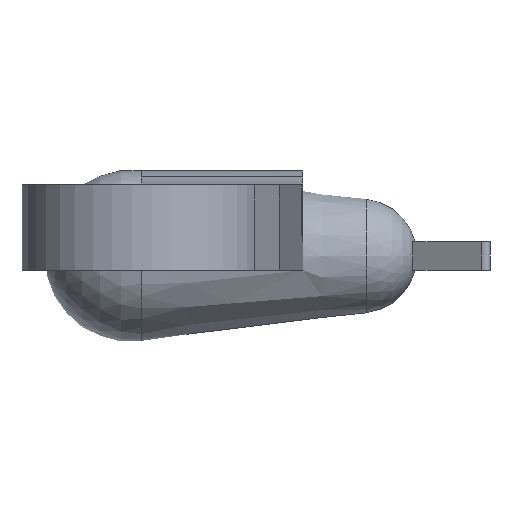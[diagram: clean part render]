
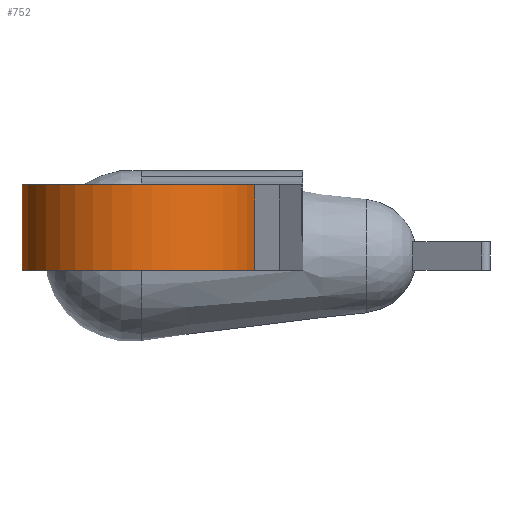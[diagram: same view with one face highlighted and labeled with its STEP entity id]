
A CAD part, front view. The second image highlights one B-rep face of the part: STEP entity #752.
In plain terms, the highlighted cylindrical face has radius 21 mm (diameter 42 mm), a partial arc.
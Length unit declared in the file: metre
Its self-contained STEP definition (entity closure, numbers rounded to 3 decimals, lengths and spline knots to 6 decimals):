
#15=CYLINDRICAL_SURFACE('',#833,0.021);
#29=CIRCLE('',#796,0.021);
#50=CIRCLE('',#834,0.021);
#167=ORIENTED_EDGE('',*,*,#352,.T.);
#168=ORIENTED_EDGE('',*,*,#353,.F.);
#169=ORIENTED_EDGE('',*,*,#306,.F.);
#170=ORIENTED_EDGE('',*,*,#351,.T.);
#306=EDGE_CURVE('',#414,#415,#29,.T.);
#351=EDGE_CURVE('',#414,#444,#505,.T.);
#352=EDGE_CURVE('',#444,#445,#50,.T.);
#353=EDGE_CURVE('',#415,#445,#506,.T.);
#414=VERTEX_POINT('',#1154);
#415=VERTEX_POINT('',#1156);
#444=VERTEX_POINT('',#1251);
#445=VERTEX_POINT('',#1255);
#505=LINE('',#1252,#579);
#506=LINE('',#1256,#580);
#579=VECTOR('',#1002,1.);
#580=VECTOR('',#1007,1.);
#630=EDGE_LOOP('',(#167,#168,#169,#170));
#676=FACE_BOUND('',#630,.T.);
#752=ADVANCED_FACE('',(#676),#15,.T.);
#796=AXIS2_PLACEMENT_3D('',#1155,#906,#907);
#833=AXIS2_PLACEMENT_3D('',#1253,#1003,#1004);
#834=AXIS2_PLACEMENT_3D('',#1254,#1005,#1006);
#906=DIRECTION('',(0.,0.,1.));
#907=DIRECTION('',(1.,0.,0.));
#1002=DIRECTION('',(0.,0.,-1.));
#1003=DIRECTION('',(0.,0.,-1.));
#1004=DIRECTION('',(-1.,0.,0.));
#1005=DIRECTION('',(0.,0.,1.));
#1006=DIRECTION('',(1.,0.,0.));
#1007=DIRECTION('',(0.,0.,-1.));
#1154=CARTESIAN_POINT('',(-0.059057,-0.0983,0.0125));
#1155=CARTESIAN_POINT('',(-0.038426,-0.102221,0.0125));
#1156=CARTESIAN_POINT('',(-0.018434,-0.108648,0.0125));
#1251=CARTESIAN_POINT('',(-0.059057,-0.0983,-0.0025));
#1252=CARTESIAN_POINT('',(-0.059057,-0.0983,0.0025));
#1253=CARTESIAN_POINT('',(-0.038426,-0.102221,0.0025));
#1254=CARTESIAN_POINT('',(-0.038426,-0.102221,-0.0025));
#1255=CARTESIAN_POINT('',(-0.018434,-0.108648,-0.0025));
#1256=CARTESIAN_POINT('',(-0.018434,-0.108648,0.0025));
